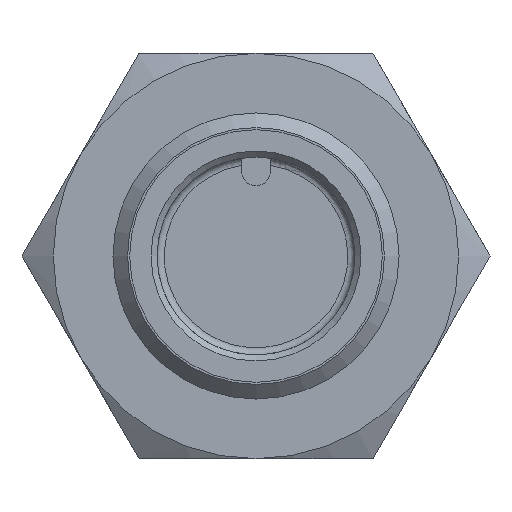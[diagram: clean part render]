
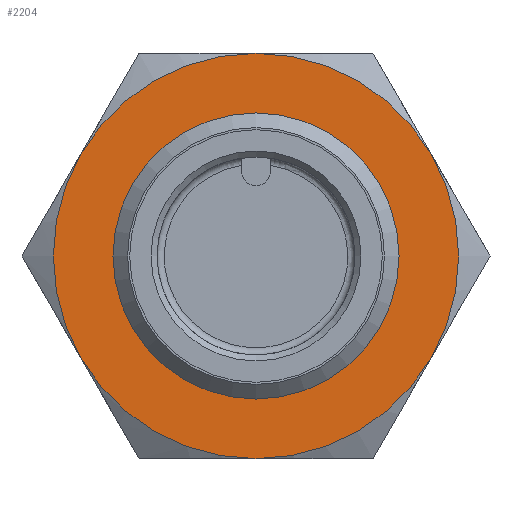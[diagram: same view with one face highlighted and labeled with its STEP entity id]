
A CAD part, left-side view. The second image highlights one B-rep face of the part: STEP entity #2204.
In plain terms, the highlighted planar face has unit normal (-1, 0, 0).
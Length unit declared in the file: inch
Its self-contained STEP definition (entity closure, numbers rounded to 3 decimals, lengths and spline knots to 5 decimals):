
#37 = DIRECTION ( 'NONE',  ( 1., 0., 0. ) ) ;
#96 = DIRECTION ( 'NONE',  ( 0., 0., 1. ) ) ;
#278 = CARTESIAN_POINT ( 'NONE',  ( 0.82677, 0., 0.33465 ) ) ;
#319 = DIRECTION ( 'NONE',  ( 1., 0., 0. ) ) ;
#336 = ORIENTED_EDGE ( 'NONE', *, *, #2377, .F. ) ;
#355 = VERTEX_POINT ( 'NONE', #4061 ) ;
#363 = CARTESIAN_POINT ( 'NONE',  ( 0.82677, -0.33465, 0. ) ) ;
#472 = CIRCLE ( 'NONE', #1538, 0.33465 ) ;
#504 = ORIENTED_EDGE ( 'NONE', *, *, #3756, .T. ) ;
#515 = DIRECTION ( 'NONE',  ( 0., 0., 1. ) ) ;
#632 = CIRCLE ( 'NONE', #1476, 0.33465 ) ;
#635 = PLANE ( 'NONE',  #2678 ) ;
#695 = CARTESIAN_POINT ( 'NONE',  ( 0.82677, 0., 0. ) ) ;
#803 = EDGE_LOOP ( 'NONE', ( #504 ) ) ;
#829 = DIRECTION ( 'NONE',  ( 0., 0., 1. ) ) ;
#863 = EDGE_CURVE ( 'NONE', #1164, #2457, #2853, .T. ) ;
#875 = AXIS2_PLACEMENT_3D ( 'NONE', #695, #2984, #1031 ) ;
#944 = VERTEX_POINT ( 'NONE', #1135 ) ;
#1031 = DIRECTION ( 'NONE',  ( 0., 1., 0. ) ) ;
#1050 = EDGE_LOOP ( 'NONE', ( #3993, #4133, #4106, #336, #4151, #2083 ) ) ;
#1083 = DIRECTION ( 'NONE',  ( 0., 1., 0. ) ) ;
#1135 = CARTESIAN_POINT ( 'NONE',  ( 0.82677, 0.28981, 0.16732 ) ) ;
#1164 = VERTEX_POINT ( 'NONE', #4240 ) ;
#1169 = VERTEX_POINT ( 'NONE', #278 ) ;
#1227 = CARTESIAN_POINT ( 'NONE',  ( 0.82677, 0., 0. ) ) ;
#1287 = EDGE_CURVE ( 'NONE', #944, #1169, #3332, .T. ) ;
#1353 = FACE_BOUND ( 'NONE', #803, .T. ) ;
#1476 = AXIS2_PLACEMENT_3D ( 'NONE', #1227, #1853, #515 ) ;
#1537 = CARTESIAN_POINT ( 'NONE',  ( 0.82677, 0., 0.23622 ) ) ;
#1538 = AXIS2_PLACEMENT_3D ( 'NONE', #2042, #3043, #829 ) ;
#1658 = FACE_OUTER_BOUND ( 'NONE', #1050, .T. ) ;
#1853 = DIRECTION ( 'NONE',  ( 1., 0., 0. ) ) ;
#1942 = CARTESIAN_POINT ( 'NONE',  ( 0.82677, 0., 0. ) ) ;
#2042 = CARTESIAN_POINT ( 'NONE',  ( 0.82677, 0., 0. ) ) ;
#2083 = ORIENTED_EDGE ( 'NONE', *, *, #2907, .F. ) ;
#2111 = CARTESIAN_POINT ( 'NONE',  ( 0.82677, 0., 0. ) ) ;
#2162 = CARTESIAN_POINT ( 'NONE',  ( 0.82677, 0.28981, -0.16732 ) ) ;
#2204 = ADVANCED_FACE ( 'NONE', ( #1353, #1658 ), #635, .F. ) ;
#2377 = EDGE_CURVE ( 'NONE', #2457, #944, #632, .T. ) ;
#2457 = VERTEX_POINT ( 'NONE', #2162 ) ;
#2494 = DIRECTION ( 'NONE',  ( 1., 0., 0. ) ) ;
#2515 = AXIS2_PLACEMENT_3D ( 'NONE', #3669, #4020, #3403 ) ;
#2595 = AXIS2_PLACEMENT_3D ( 'NONE', #2111, #2651, #1083 ) ;
#2651 = DIRECTION ( 'NONE',  ( 1., 0., 0. ) ) ;
#2678 = AXIS2_PLACEMENT_3D ( 'NONE', #363, #37, #96 ) ;
#2742 = CARTESIAN_POINT ( 'NONE',  ( 0.82677, -0.28981, -0.16732 ) ) ;
#2763 = CIRCLE ( 'NONE', #3362, 0.33465 ) ;
#2834 = DIRECTION ( 'NONE',  ( 0., 0., 1. ) ) ;
#2853 = CIRCLE ( 'NONE', #2515, 0.33465 ) ;
#2907 = EDGE_CURVE ( 'NONE', #3020, #1164, #2763, .T. ) ;
#2984 = DIRECTION ( 'NONE',  ( 1., 0., 0. ) ) ;
#3020 = VERTEX_POINT ( 'NONE', #2742 ) ;
#3043 = DIRECTION ( 'NONE',  ( 1., 0., 0. ) ) ;
#3109 = CARTESIAN_POINT ( 'NONE',  ( 0.82677, 0., 0. ) ) ;
#3176 = AXIS2_PLACEMENT_3D ( 'NONE', #3109, #2494, #2834 ) ;
#3206 = VERTEX_POINT ( 'NONE', #1537 ) ;
#3332 = CIRCLE ( 'NONE', #875, 0.33465 ) ;
#3362 = AXIS2_PLACEMENT_3D ( 'NONE', #1942, #319, #3653 ) ;
#3403 = DIRECTION ( 'NONE',  ( 0., 1., 0. ) ) ;
#3428 = EDGE_CURVE ( 'NONE', #1169, #355, #3672, .T. ) ;
#3488 = CIRCLE ( 'NONE', #3176, 0.23622 ) ;
#3620 = EDGE_CURVE ( 'NONE', #355, #3020, #472, .T. ) ;
#3653 = DIRECTION ( 'NONE',  ( 0., 1., 0. ) ) ;
#3669 = CARTESIAN_POINT ( 'NONE',  ( 0.82677, 0., 0. ) ) ;
#3672 = CIRCLE ( 'NONE', #2595, 0.33465 ) ;
#3756 = EDGE_CURVE ( 'NONE', #3206, #3206, #3488, .T. ) ;
#3993 = ORIENTED_EDGE ( 'NONE', *, *, #3620, .F. ) ;
#4020 = DIRECTION ( 'NONE',  ( 1., 0., 0. ) ) ;
#4061 = CARTESIAN_POINT ( 'NONE',  ( 0.82677, -0.28981, 0.16732 ) ) ;
#4106 = ORIENTED_EDGE ( 'NONE', *, *, #1287, .F. ) ;
#4133 = ORIENTED_EDGE ( 'NONE', *, *, #3428, .F. ) ;
#4151 = ORIENTED_EDGE ( 'NONE', *, *, #863, .F. ) ;
#4240 = CARTESIAN_POINT ( 'NONE',  ( 0.82677, 0., -0.33465 ) ) ;
